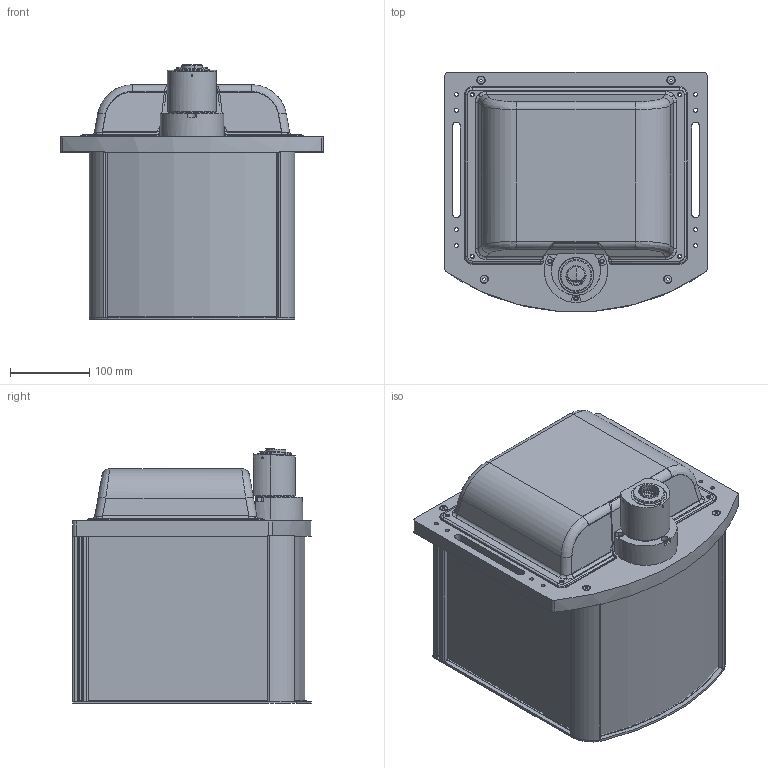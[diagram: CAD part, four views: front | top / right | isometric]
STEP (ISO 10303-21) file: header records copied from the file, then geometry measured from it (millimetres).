
FILE_DESCRIPTION (( 'STEP AP203' ), '1' );
FILE_NAME ('TCCP23144.step', '2019-01-25T09:15:18', ( '' ), ( '' ), 'SwSTEP 2.0', 'SolidWorks 2018', '' );
FILE_SCHEMA (( 'CONFIG_CONTROL_DESIGN' ));
Length unit declared in the file: millimetre
Products named in the file (1): TCCP23144
Bounding box: 332 x 301.71 x 321.84 mm (x, y, z)
Surface area: 654029.4 mm2 (no closed solid volume)
Topology: 0 solids, 42 shells, 427 faces, 1757 edges, 1366 vertices
Faces by surface type: cylinder 218, plane 156, bspline 28, cone 19, torus 4, sphere 2
Entity records: 20779 total; most frequent: CARTESIAN_POINT 6110, DIRECTION 3202, ORIENTED_EDGE 2520, EDGE_CURVE 1755, VERTEX_POINT 1366, AXIS2_PLACEMENT_3D 1152, LINE 898, VECTOR 898
